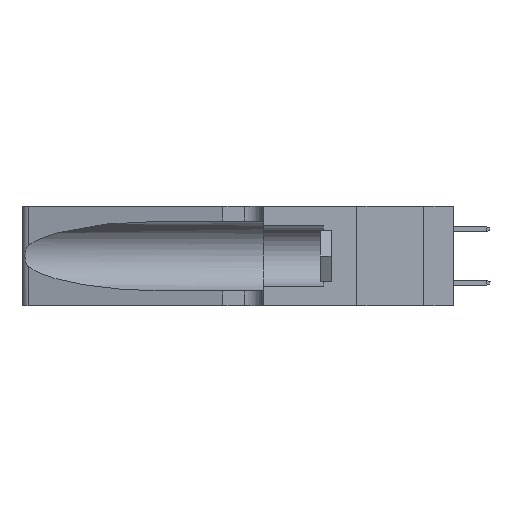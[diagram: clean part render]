
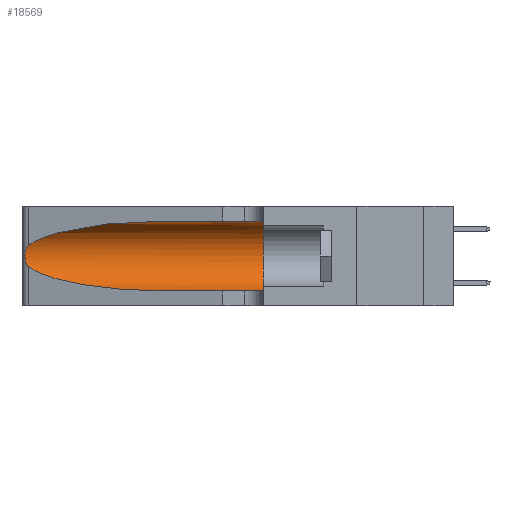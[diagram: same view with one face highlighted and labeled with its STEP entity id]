
A CAD part, left-side view. The second image highlights one B-rep face of the part: STEP entity #18569.
In plain terms, the highlighted cylindrical face has radius 3.308 mm (diameter 6.617 mm), a partial arc.
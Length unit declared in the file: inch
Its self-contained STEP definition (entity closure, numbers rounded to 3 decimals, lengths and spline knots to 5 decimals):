
#12 = ORIENTED_EDGE ( 'NONE', *, *, #4212, .T. ) ;
#896 = VECTOR ( 'NONE', #27191, 39.37008 ) ;
#1292 = CARTESIAN_POINT ( 'NONE',  ( 0.1305, 0.72297, 0.05475 ) ) ;
#2025 = DIRECTION ( 'NONE',  ( 0., 0., -1. ) ) ;
#2803 = DIRECTION ( 'NONE',  ( 0., 1., 0. ) ) ;
#2833 = ORIENTED_EDGE ( 'NONE', *, *, #10228, .T. ) ;
#3128 = ORIENTED_EDGE ( 'NONE', *, *, #23758, .F. ) ;
#3140 = CARTESIAN_POINT ( 'NONE',  ( 0.25639, 1.23186, 0.15144 ) ) ;
#4212 = EDGE_CURVE ( 'NONE', #17033, #8219, #16498, .T. ) ;
#4275 = AXIS2_PLACEMENT_3D ( 'NONE', #10582, #19299, #2025 ) ;
#4809 = DIRECTION ( 'NONE',  ( 0., 0., 1. ) ) ;
#5095 = EDGE_CURVE ( 'NONE', #27562, #8219, #16999, .T. ) ;
#5446 = CARTESIAN_POINT ( 'NONE',  ( 0.25487, 1.22718, 0.22369 ) ) ;
#5747 = CARTESIAN_POINT ( 'NONE',  ( 0.18966, 0.96281, 0.05475 ) ) ;
#6713 = CARTESIAN_POINT ( 'NONE',  ( 0.2373, 1.15595, 0.28018 ) ) ;
#6895 = VERTEX_POINT ( 'NONE', #17817 ) ;
#6947 = CARTESIAN_POINT ( 'NONE',  ( 0.1305, 0.35, 0.185 ) ) ;
#7386 = EDGE_CURVE ( 'NONE', #13721, #6895, #14600, .T. ) ;
#7574 = CARTESIAN_POINT ( 'NONE',  ( 0.25487, 1.22718, 0.22369 ) ) ;
#8219 = VERTEX_POINT ( 'NONE', #18732 ) ;
#9548 = CARTESIAN_POINT ( 'NONE',  ( 0.25856, 1.23593, 0.16098 ) ) ;
#9686 = CARTESIAN_POINT ( 'NONE',  ( 0.25487, 1.22718, 0.14631 ) ) ;
#9979 = CARTESIAN_POINT ( 'NONE',  ( 0.25854, 1.2359, 0.20912 ) ) ;
#10228 = EDGE_CURVE ( 'NONE', #27169, #13721, #22490, .T. ) ;
#10431 = ORIENTED_EDGE ( 'NONE', *, *, #26902, .T. ) ;
#10582 = CARTESIAN_POINT ( 'NONE',  ( 0.1305, 1.61858, 0.185 ) ) ;
#11697 = CARTESIAN_POINT ( 'NONE',  ( 0.26075, 1.23896, 0.19203 ) ) ;
#11839 = CARTESIAN_POINT ( 'NONE',  ( 0.25555, 1.22993, 0.14849 ) ) ;
#11901 = LINE ( 'NONE', #18456, #896 ) ;
#13263 = CARTESIAN_POINT ( 'NONE',  ( 0.18966, 0.96281, 0.31525 ) ) ;
#13721 = VERTEX_POINT ( 'NONE', #19440 ) ;
#13885 = CARTESIAN_POINT ( 'NONE',  ( 0.1305, 0.35, 0.31525 ) ) ;
#14205 = DIRECTION ( 'NONE',  ( 0., -1., 0. ) ) ;
#14600 = B_SPLINE_CURVE_WITH_KNOTS ( 'NONE', 3,
 ( #5446, #16126, #25253, #20850, #9979, #20250, #11697, #18695, #22685, #9548, #27421, #3140, #11839, #9686 ),
 .UNSPECIFIED., .F., .F.,
 ( 4, 2, 2, 2, 2, 2, 4 ),
 ( 0., 0.00027, 0.00053, 0.00107, 0.0016, 0.00187, 0.00214 ),
 .UNSPECIFIED. ) ;
#15171 = AXIS2_PLACEMENT_3D ( 'NONE', #6947, #2803, #4809 ) ;
#16126 = CARTESIAN_POINT ( 'NONE',  ( 0.25555, 1.22994, 0.2215 ) ) ;
#16498 = LINE ( 'NONE', #18068, #28122 ) ;
#16999 = CIRCLE ( 'NONE', #15171, 0.13025 ) ;
#17033 = VERTEX_POINT ( 'NONE', #17503 ) ;
#17503 = CARTESIAN_POINT ( 'NONE',  ( 0.1305, 0.72297, 0.05475 ) ) ;
#17542 = CARTESIAN_POINT ( 'NONE',  ( 0.1305, 0.72297, 0.31525 ) ) ;
#17817 = CARTESIAN_POINT ( 'NONE',  ( 0.25487, 1.22718, 0.14631 ) ) ;
#18068 = CARTESIAN_POINT ( 'NONE',  ( 0.1305, 1.61858, 0.05475 ) ) ;
#18130 = CARTESIAN_POINT ( 'NONE',  ( 0.2373, 1.15595, 0.08982 ) ) ;
#18456 = CARTESIAN_POINT ( 'NONE',  ( 0.1305, 1.61858, 0.31525 ) ) ;
#18569 = ADVANCED_FACE ( 'NONE', ( #21306 ), #21437, .F. ) ;
#18695 = CARTESIAN_POINT ( 'NONE',  ( 0.26075, 1.23896, 0.178 ) ) ;
#18732 = CARTESIAN_POINT ( 'NONE',  ( 0.1305, 0.35, 0.05475 ) ) ;
#19299 = DIRECTION ( 'NONE',  ( 0., -1., 0. ) ) ;
#19440 = CARTESIAN_POINT ( 'NONE',  ( 0.25487, 1.22718, 0.22369 ) ) ;
#20250 = CARTESIAN_POINT ( 'NONE',  ( 0.26018, 1.23835, 0.19895 ) ) ;
#20850 = CARTESIAN_POINT ( 'NONE',  ( 0.25787, 1.23484, 0.2124 ) ) ;
#21167 = ORIENTED_EDGE ( 'NONE', *, *, #5095, .F. ) ;
#21306 = FACE_OUTER_BOUND ( 'NONE', #26958, .T. ) ;
#21437 = CYLINDRICAL_SURFACE ( 'NONE', #4275, 0.13025 ) ;
#22490 =( BOUNDED_CURVE ( )  B_SPLINE_CURVE ( 3, ( #17542, #13263, #6713, #7574 ),
 .UNSPECIFIED., .F., .T. ) 
 B_SPLINE_CURVE_WITH_KNOTS ( ( 4, 4 ),
 ( 1.5708, 2.84003 ),
 .UNSPECIFIED. ) 
 CURVE ( )  GEOMETRIC_REPRESENTATION_ITEM ( )  RATIONAL_B_SPLINE_CURVE ( ( 1., 0.87, 0.87, 1. ) ) 
 REPRESENTATION_ITEM ( '' )  );
#22540 = CARTESIAN_POINT ( 'NONE',  ( 0.25487, 1.22718, 0.14631 ) ) ;
#22685 = CARTESIAN_POINT ( 'NONE',  ( 0.26017, 1.23833, 0.17102 ) ) ;
#23758 = EDGE_CURVE ( 'NONE', #27169, #27562, #11901, .T. ) ;
#23958 = CARTESIAN_POINT ( 'NONE',  ( 0.1305, 0.72297, 0.31525 ) ) ;
#25253 = CARTESIAN_POINT ( 'NONE',  ( 0.25639, 1.23184, 0.21858 ) ) ;
#26471 = ORIENTED_EDGE ( 'NONE', *, *, #7386, .T. ) ;
#26686 =( BOUNDED_CURVE ( )  B_SPLINE_CURVE ( 3, ( #22540, #18130, #5747, #1292 ),
 .UNSPECIFIED., .F., .T. ) 
 B_SPLINE_CURVE_WITH_KNOTS ( ( 4, 4 ),
 ( 3.44316, 4.71239 ),
 .UNSPECIFIED. ) 
 CURVE ( )  GEOMETRIC_REPRESENTATION_ITEM ( )  RATIONAL_B_SPLINE_CURVE ( ( 1., 0.87, 0.87, 1. ) ) 
 REPRESENTATION_ITEM ( '' )  );
#26902 = EDGE_CURVE ( 'NONE', #6895, #17033, #26686, .T. ) ;
#26958 = EDGE_LOOP ( 'NONE', ( #2833, #26471, #10431, #12, #21167, #3128 ) ) ;
#27169 = VERTEX_POINT ( 'NONE', #23958 ) ;
#27191 = DIRECTION ( 'NONE',  ( 0., -1., 0. ) ) ;
#27421 = CARTESIAN_POINT ( 'NONE',  ( 0.25789, 1.23486, 0.15765 ) ) ;
#27562 = VERTEX_POINT ( 'NONE', #13885 ) ;
#28122 = VECTOR ( 'NONE', #14205, 39.37008 ) ;
